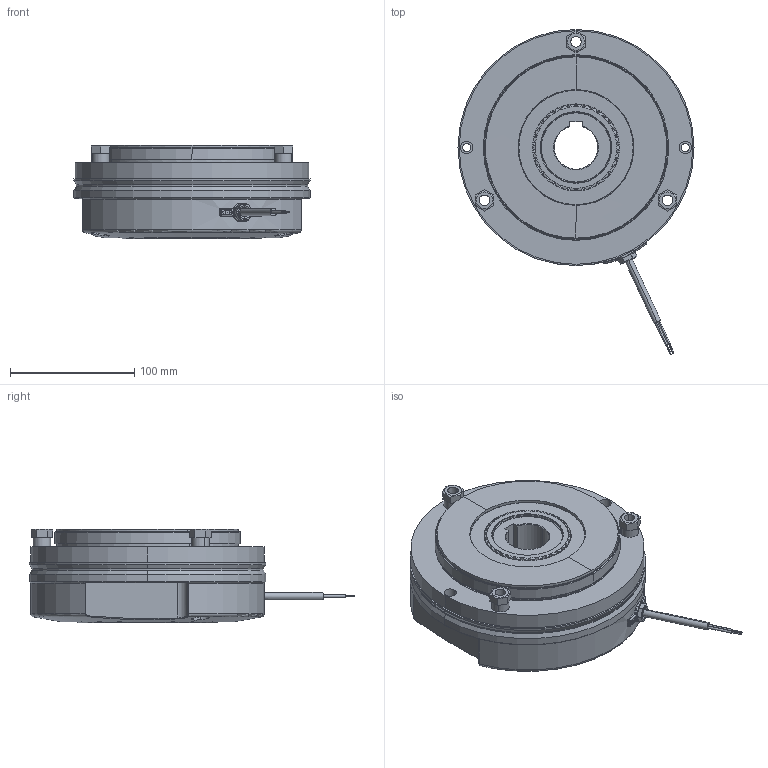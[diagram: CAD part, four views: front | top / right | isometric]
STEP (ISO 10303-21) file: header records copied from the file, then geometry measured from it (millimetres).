
FILE_DESCRIPTION (( 'STEP AP214' ), '1' );
FILE_NAME ('dr_bk_07_38_mu.STEP', '2021-11-04T07:06:30', ( '' ), ( '' ), 'SwSTEP 2.0', 'SolidWorks 2019', '' );
FILE_SCHEMA (( 'AUTOMOTIVE_DESIGN' ));
Length unit declared in the file: millimetre
Products named in the file (6): dr_bk_07_38_mu; 10068444_000; 10068446_000; 10068448_000; 10068445_000; 10068447_000_07.08.540-G352 Nabe
Assembly tree (7 placements, depth 2):
  dr_bk_07_38_mu
    10068444_000
    10068445_000
    10068448_000
    10068446_000  x3
    10068447_000_07.08.540-G352 Nabe
Bounding box: 190 x 261.53 x 75.5 mm (x, y, z)
Volume: 1641458.4 mm3; surface area: 266224.8 mm2
Topology: 10 solids, 10 shells, 965 faces, 2489 edges, 1563 vertices
Faces by surface type: cylinder 311, plane 286, cone 171, torus 141, bspline 50, sphere 6
Entity records: 40055 total; most frequent: CARTESIAN_POINT 10038, ORIENTED_EDGE 4814, DIRECTION 4476, EDGE_CURVE 2407, AXIS2_PLACEMENT_3D 1808, VERTEX_POINT 1515, EDGE_LOOP 994, ADVANCED_FACE 931
